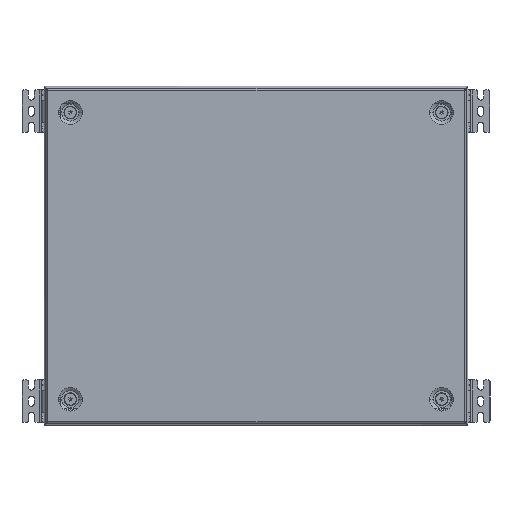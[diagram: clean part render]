
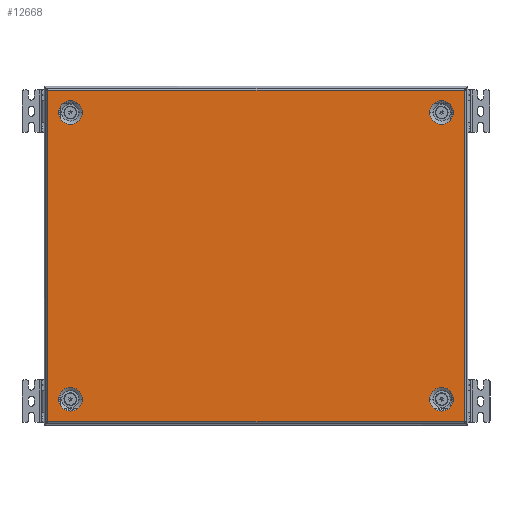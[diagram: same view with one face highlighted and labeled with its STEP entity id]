
A CAD part, top view. The second image highlights one B-rep face of the part: STEP entity #12668.
In plain terms, the highlighted planar face has unit normal (0, 0, 1).
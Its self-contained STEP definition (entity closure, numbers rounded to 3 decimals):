
#209 = DIRECTION ( 'NONE',  ( -1., 0., 0. ) ) ;
#268 = VERTEX_POINT ( 'NONE', #12625 ) ;
#394 = VERTEX_POINT ( 'NONE', #23608 ) ;
#742 = EDGE_CURVE ( 'NONE', #20245, #10973, #10219, .T. ) ;
#930 = CARTESIAN_POINT ( 'NONE',  ( 247.5, -195.5, 0. ) ) ;
#945 = CARTESIAN_POINT ( 'NONE',  ( -219., 169., 0. ) ) ;
#1086 = DIRECTION ( 'NONE',  ( 0., 0., 1. ) ) ;
#1205 = CARTESIAN_POINT ( 'NONE',  ( -205., 169., 0. ) ) ;
#1232 = DIRECTION ( 'NONE',  ( 0., 0., 1. ) ) ;
#1519 = EDGE_CURVE ( 'NONE', #268, #25589, #20321, .T. ) ;
#1643 = VECTOR ( 'NONE', #26593, 1000. ) ;
#1748 = VECTOR ( 'NONE', #7497, 1000. ) ;
#1785 = VECTOR ( 'NONE', #5823, 1000. ) ;
#1815 = CARTESIAN_POINT ( 'NONE',  ( 233., 169., 0. ) ) ;
#2291 = DIRECTION ( 'NONE',  ( 0., 0., 1. ) ) ;
#2344 = ORIENTED_EDGE ( 'NONE', *, *, #13331, .T. ) ;
#3014 = CARTESIAN_POINT ( 'NONE',  ( 245.4, -195.5, 0. ) ) ;
#3569 = LINE ( 'NONE', #24907, #1785 ) ;
#3688 = ORIENTED_EDGE ( 'NONE', *, *, #21618, .F. ) ;
#3691 = CARTESIAN_POINT ( 'NONE',  ( 233., -169., 0. ) ) ;
#3817 = ORIENTED_EDGE ( 'NONE', *, *, #12632, .F. ) ;
#3836 = DIRECTION ( 'NONE',  ( -1., 0., 0. ) ) ;
#3972 = CARTESIAN_POINT ( 'NONE',  ( -219., -169., 0. ) ) ;
#4347 = CARTESIAN_POINT ( 'NONE',  ( 219., -169., 0. ) ) ;
#4756 = ORIENTED_EDGE ( 'NONE', *, *, #19064, .F. ) ;
#5021 = CIRCLE ( 'NONE', #22842, 14. ) ;
#5043 = ORIENTED_EDGE ( 'NONE', *, *, #1519, .T. ) ;
#5427 = EDGE_CURVE ( 'NONE', #10604, #268, #24494, .T. ) ;
#5823 = DIRECTION ( 'NONE',  ( 1., 0., 0. ) ) ;
#5894 = CARTESIAN_POINT ( 'NONE',  ( -205., -169., 0. ) ) ;
#6019 = AXIS2_PLACEMENT_3D ( 'NONE', #23878, #11337, #24160 ) ;
#6155 = CARTESIAN_POINT ( 'NONE',  ( 245.793, 195.5, 0. ) ) ;
#6275 = CARTESIAN_POINT ( 'NONE',  ( 0., 0., 0. ) ) ;
#6420 = ORIENTED_EDGE ( 'NONE', *, *, #5427, .T. ) ;
#6598 = EDGE_CURVE ( 'NONE', #25589, #22712, #27065, .T. ) ;
#7125 = CARTESIAN_POINT ( 'NONE',  ( -245.793, -195.5, 0. ) ) ;
#7269 = LINE ( 'NONE', #7125, #24660 ) ;
#7293 = ORIENTED_EDGE ( 'NONE', *, *, #7964, .T. ) ;
#7497 = DIRECTION ( 'NONE',  ( 1., 0., 0. ) ) ;
#7587 = CARTESIAN_POINT ( 'NONE',  ( -219., 169., 0. ) ) ;
#7964 = EDGE_CURVE ( 'NONE', #22712, #14541, #13183, .T. ) ;
#7966 = DIRECTION ( 'NONE',  ( 0., -1., 0. ) ) ;
#8044 = EDGE_LOOP ( 'NONE', ( #9760, #23325 ) ) ;
#8213 = AXIS2_PLACEMENT_3D ( 'NONE', #6275, #12820, #14891 ) ;
#8269 = AXIS2_PLACEMENT_3D ( 'NONE', #4347, #8940, #8807 ) ;
#8489 = EDGE_LOOP ( 'NONE', ( #25667, #12836 ) ) ;
#8659 = CARTESIAN_POINT ( 'NONE',  ( -233., -169., 0. ) ) ;
#8754 = FACE_BOUND ( 'NONE', #20523, .T. ) ;
#8807 = DIRECTION ( 'NONE',  ( 1., 0., 0. ) ) ;
#8820 = DIRECTION ( 'NONE',  ( 0., 0., 1. ) ) ;
#8940 = DIRECTION ( 'NONE',  ( 0., 0., 1. ) ) ;
#8951 = CARTESIAN_POINT ( 'NONE',  ( -245.4, -195.5, 0. ) ) ;
#9021 = VERTEX_POINT ( 'NONE', #8951 ) ;
#9639 = DIRECTION ( 'NONE',  ( 1., 0., 0. ) ) ;
#9760 = ORIENTED_EDGE ( 'NONE', *, *, #12555, .F. ) ;
#9797 = AXIS2_PLACEMENT_3D ( 'NONE', #3972, #22942, #3836 ) ;
#10219 = CIRCLE ( 'NONE', #25349, 14. ) ;
#10468 = VERTEX_POINT ( 'NONE', #23107 ) ;
#10604 = VERTEX_POINT ( 'NONE', #3014 ) ;
#10619 = CARTESIAN_POINT ( 'NONE',  ( -245.5, -195.5, 0. ) ) ;
#10932 = CIRCLE ( 'NONE', #8269, 14. ) ;
#10973 = VERTEX_POINT ( 'NONE', #8659 ) ;
#11144 = VECTOR ( 'NONE', #7966, 1000. ) ;
#11261 = EDGE_CURVE ( 'NONE', #19814, #9021, #7269, .T. ) ;
#11337 = DIRECTION ( 'NONE',  ( 0., 0., 1. ) ) ;
#11674 = ORIENTED_EDGE ( 'NONE', *, *, #11261, .T. ) ;
#12276 = CARTESIAN_POINT ( 'NONE',  ( -245.5, 195.793, 0. ) ) ;
#12555 = EDGE_CURVE ( 'NONE', #14617, #394, #25136, .T. ) ;
#12625 = CARTESIAN_POINT ( 'NONE',  ( 245.5, -195.5, 0. ) ) ;
#12632 = EDGE_CURVE ( 'NONE', #10468, #25465, #26011, .T. ) ;
#12668 = ADVANCED_FACE ( 'NONE', ( #15152, #17239, #23672, #23810, #8754 ), #15020, .T. ) ;
#12820 = DIRECTION ( 'NONE',  ( 0., 0., 1. ) ) ;
#12836 = ORIENTED_EDGE ( 'NONE', *, *, #742, .F. ) ;
#13183 = LINE ( 'NONE', #21545, #16083 ) ;
#13302 = DIRECTION ( 'NONE',  ( -1., 0., 0. ) ) ;
#13331 = EDGE_CURVE ( 'NONE', #9021, #10604, #24340, .T. ) ;
#13548 = AXIS2_PLACEMENT_3D ( 'NONE', #17593, #8820, #25836 ) ;
#13567 = VECTOR ( 'NONE', #24195, 1000. ) ;
#14231 = EDGE_CURVE ( 'NONE', #394, #14617, #10932, .T. ) ;
#14541 = VERTEX_POINT ( 'NONE', #16362 ) ;
#14617 = VERTEX_POINT ( 'NONE', #3691 ) ;
#14891 = DIRECTION ( 'NONE',  ( 1., 0., 0. ) ) ;
#15009 = EDGE_LOOP ( 'NONE', ( #3688, #3817 ) ) ;
#15020 = PLANE ( 'NONE',  #8213 ) ;
#15152 = FACE_OUTER_BOUND ( 'NONE', #23724, .T. ) ;
#15906 = VERTEX_POINT ( 'NONE', #21910 ) ;
#16083 = VECTOR ( 'NONE', #209, 1000. ) ;
#16136 = CARTESIAN_POINT ( 'NONE',  ( 245.4, 195.5, 0. ) ) ;
#16362 = CARTESIAN_POINT ( 'NONE',  ( -245.4, 195.5, 0. ) ) ;
#16726 = ORIENTED_EDGE ( 'NONE', *, *, #6598, .T. ) ;
#16729 = DIRECTION ( 'NONE',  ( -1., 0., 0. ) ) ;
#17239 = FACE_BOUND ( 'NONE', #8044, .T. ) ;
#17328 = ORIENTED_EDGE ( 'NONE', *, *, #17733, .F. ) ;
#17371 = CIRCLE ( 'NONE', #22295, 14. ) ;
#17593 = CARTESIAN_POINT ( 'NONE',  ( 219., 169., 0. ) ) ;
#17733 = EDGE_CURVE ( 'NONE', #20490, #25697, #5021, .T. ) ;
#18009 = ORIENTED_EDGE ( 'NONE', *, *, #20247, .T. ) ;
#18376 = CARTESIAN_POINT ( 'NONE',  ( 219., 169., 0. ) ) ;
#18420 = LINE ( 'NONE', #12276, #11144 ) ;
#19064 = EDGE_CURVE ( 'NONE', #15906, #14541, #3569, .T. ) ;
#19129 = VECTOR ( 'NONE', #16729, 1000. ) ;
#19364 = EDGE_CURVE ( 'NONE', #10973, #20245, #20482, .T. ) ;
#19814 = VERTEX_POINT ( 'NONE', #10619 ) ;
#20043 = DIRECTION ( 'NONE',  ( -1., 0., 0. ) ) ;
#20124 = DIRECTION ( 'NONE',  ( 1., 0., 0. ) ) ;
#20245 = VERTEX_POINT ( 'NONE', #5894 ) ;
#20247 = EDGE_CURVE ( 'NONE', #15906, #19814, #18420, .T. ) ;
#20321 = LINE ( 'NONE', #24643, #1643 ) ;
#20331 = DIRECTION ( 'NONE',  ( 1., 0., 0. ) ) ;
#20482 = CIRCLE ( 'NONE', #9797, 14. ) ;
#20490 = VERTEX_POINT ( 'NONE', #1205 ) ;
#20523 = EDGE_LOOP ( 'NONE', ( #22185, #17328 ) ) ;
#21391 = CARTESIAN_POINT ( 'NONE',  ( -219., -169., 0. ) ) ;
#21545 = CARTESIAN_POINT ( 'NONE',  ( 245.793, 195.5, 0. ) ) ;
#21618 = EDGE_CURVE ( 'NONE', #25465, #10468, #17371, .T. ) ;
#21910 = CARTESIAN_POINT ( 'NONE',  ( -245.5, 195.5, 0. ) ) ;
#22076 = CIRCLE ( 'NONE', #25644, 14. ) ;
#22185 = ORIENTED_EDGE ( 'NONE', *, *, #23470, .F. ) ;
#22295 = AXIS2_PLACEMENT_3D ( 'NONE', #18376, #1232, #20043 ) ;
#22666 = CARTESIAN_POINT ( 'NONE',  ( -233., 169., 0. ) ) ;
#22712 = VERTEX_POINT ( 'NONE', #16136 ) ;
#22842 = AXIS2_PLACEMENT_3D ( 'NONE', #945, #1086, #20331 ) ;
#22942 = DIRECTION ( 'NONE',  ( 0., 0., 1. ) ) ;
#23107 = CARTESIAN_POINT ( 'NONE',  ( 205., 169., 0. ) ) ;
#23325 = ORIENTED_EDGE ( 'NONE', *, *, #14231, .F. ) ;
#23470 = EDGE_CURVE ( 'NONE', #25697, #20490, #22076, .T. ) ;
#23608 = CARTESIAN_POINT ( 'NONE',  ( 205., -169., 0. ) ) ;
#23672 = FACE_BOUND ( 'NONE', #15009, .T. ) ;
#23724 = EDGE_LOOP ( 'NONE', ( #16726, #7293, #4756, #18009, #11674, #2344, #6420, #5043 ) ) ;
#23810 = FACE_BOUND ( 'NONE', #8489, .T. ) ;
#23878 = CARTESIAN_POINT ( 'NONE',  ( 219., -169., 0. ) ) ;
#24160 = DIRECTION ( 'NONE',  ( 1., 0., 0. ) ) ;
#24195 = DIRECTION ( 'NONE',  ( 1., 0., 0. ) ) ;
#24340 = LINE ( 'NONE', #26578, #13567 ) ;
#24494 = LINE ( 'NONE', #930, #1748 ) ;
#24643 = CARTESIAN_POINT ( 'NONE',  ( 245.5, -195.793, 0. ) ) ;
#24660 = VECTOR ( 'NONE', #9639, 1000. ) ;
#24907 = CARTESIAN_POINT ( 'NONE',  ( -247.5, 195.5, 0. ) ) ;
#25136 = CIRCLE ( 'NONE', #6019, 14. ) ;
#25349 = AXIS2_PLACEMENT_3D ( 'NONE', #21391, #2291, #13302 ) ;
#25465 = VERTEX_POINT ( 'NONE', #1815 ) ;
#25589 = VERTEX_POINT ( 'NONE', #26290 ) ;
#25644 = AXIS2_PLACEMENT_3D ( 'NONE', #7587, #26258, #20124 ) ;
#25667 = ORIENTED_EDGE ( 'NONE', *, *, #19364, .F. ) ;
#25697 = VERTEX_POINT ( 'NONE', #22666 ) ;
#25836 = DIRECTION ( 'NONE',  ( -1., 0., 0. ) ) ;
#26011 = CIRCLE ( 'NONE', #13548, 14. ) ;
#26258 = DIRECTION ( 'NONE',  ( 0., 0., 1. ) ) ;
#26290 = CARTESIAN_POINT ( 'NONE',  ( 245.5, 195.5, 0. ) ) ;
#26578 = CARTESIAN_POINT ( 'NONE',  ( -245.793, -195.5, 0. ) ) ;
#26593 = DIRECTION ( 'NONE',  ( 0., 1., 0. ) ) ;
#27065 = LINE ( 'NONE', #6155, #19129 ) ;
